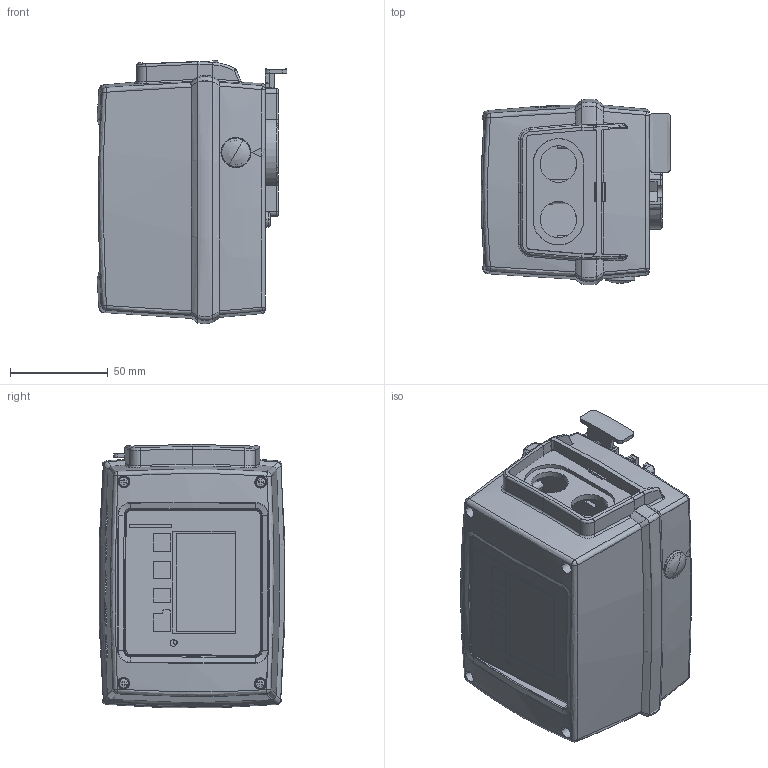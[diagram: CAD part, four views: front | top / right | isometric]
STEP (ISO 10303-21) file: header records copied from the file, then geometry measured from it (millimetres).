
FILE_DESCRIPTION(('CATIA V5 STEP Exchange'),'2;1');
FILE_NAME('90C.stp','2010-12-07T06:45:56+00:00',('none'),('none'),'CATIA Version 5 Release 16 (IN-10)','CATIA V5 STEP AP203','none');
FILE_SCHEMA(('CONFIG_CONTROL_DESIGN'));
Products named in the file (3): 3853s1; 3831s1; 3834s1
Assembly tree (15 placements, depth 3):
  3853s1
    3831s1
      #62
      #1042
      #12214
      #12383
      #14166
      #29137
    #30204
    #32003  x4
    3834s1
      #32648
    #66521
Bounding box: 97.05 x 95.1 x 134.77 mm (x, y, z)
Volume: 122309 mm3; surface area: 183493.7 mm2
Topology: 12 solids, 13 shells, 1728 faces, 4468 edges, 2799 vertices
Faces by surface type: plane 546, cylinder 419, bspline 305, cone 202, torus 194, sphere 40, revolution 22
Entity records: 67528 total; most frequent: CARTESIAN_POINT 32134, ORIENTED_EDGE 8519, DIRECTION 4863, EDGE_CURVE 4261, VERTEX_POINT 2697, AXIS2_PLACEMENT_3D 2330, EDGE_LOOP 1847, ADVANCED_FACE 1665
